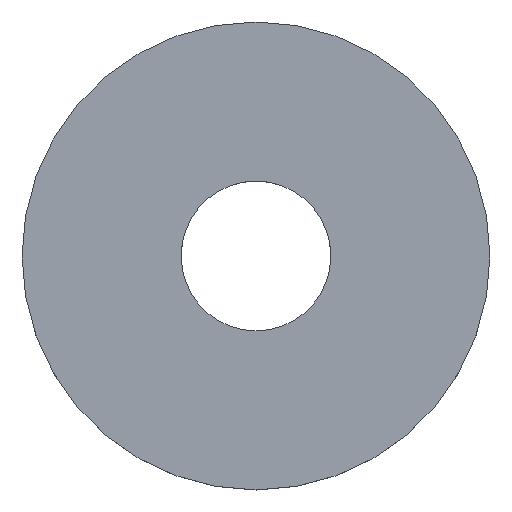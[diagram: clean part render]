
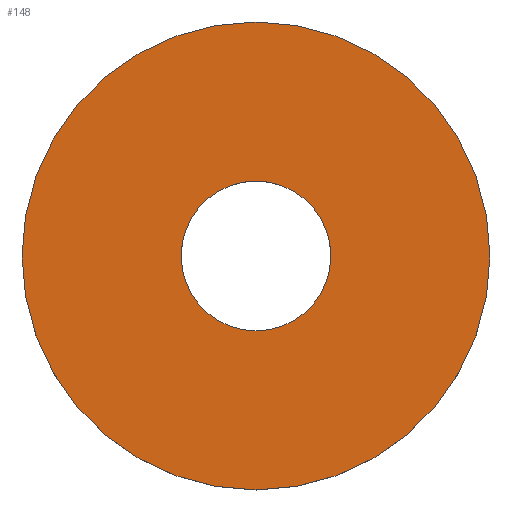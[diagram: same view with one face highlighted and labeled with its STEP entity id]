
A CAD part, top view. The second image highlights one B-rep face of the part: STEP entity #148.
In plain terms, the highlighted planar face has unit normal (0, 0, 1).
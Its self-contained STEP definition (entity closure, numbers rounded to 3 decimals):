
#5 = CARTESIAN_POINT ( 'NONE',  ( 0., 4., 2.5 ) ) ;
#7 = FACE_BOUND ( 'NONE', #81, .T. ) ;
#8 = ORIENTED_EDGE ( 'NONE', *, *, #20, .F. ) ;
#10 = AXIS2_PLACEMENT_3D ( 'NONE', #168, #166, #119 ) ;
#18 = VERTEX_POINT ( 'NONE', #54 ) ;
#20 = EDGE_CURVE ( 'NONE', #18, #18, #118, .T. ) ;
#24 = DIRECTION ( 'NONE',  ( 0., 0., -1. ) ) ;
#38 = AXIS2_PLACEMENT_3D ( 'NONE', #130, #160, #102 ) ;
#43 = CARTESIAN_POINT ( 'NONE',  ( 0., 0., 2.5 ) ) ;
#44 = EDGE_LOOP ( 'NONE', ( #8 ) ) ;
#54 = CARTESIAN_POINT ( 'NONE',  ( 0., 12.5, 2.5 ) ) ;
#55 = AXIS2_PLACEMENT_3D ( 'NONE', #43, #24, #95 ) ;
#81 = EDGE_LOOP ( 'NONE', ( #128 ) ) ;
#95 = DIRECTION ( 'NONE',  ( 0., 1., 0. ) ) ;
#98 = VERTEX_POINT ( 'NONE', #5 ) ;
#102 = DIRECTION ( 'NONE',  ( 0., 1., 0. ) ) ;
#105 = PLANE ( 'NONE',  #10 ) ;
#107 = FACE_OUTER_BOUND ( 'NONE', #44, .T. ) ;
#118 = CIRCLE ( 'NONE', #55, 12.5 ) ;
#119 = DIRECTION ( 'NONE',  ( 0., -1., 0. ) ) ;
#127 = CIRCLE ( 'NONE', #38, 4. ) ;
#128 = ORIENTED_EDGE ( 'NONE', *, *, #141, .T. ) ;
#130 = CARTESIAN_POINT ( 'NONE',  ( 0., 0., 2.5 ) ) ;
#141 = EDGE_CURVE ( 'NONE', #98, #98, #127, .T. ) ;
#148 = ADVANCED_FACE ( 'NONE', ( #7, #107 ), #105, .T. ) ;
#160 = DIRECTION ( 'NONE',  ( 0., 0., -1. ) ) ;
#166 = DIRECTION ( 'NONE',  ( 0., 0., 1. ) ) ;
#168 = CARTESIAN_POINT ( 'NONE',  ( 0., 4., 2.5 ) ) ;
